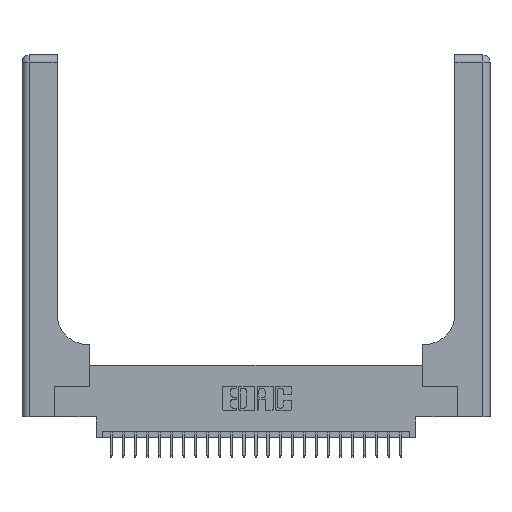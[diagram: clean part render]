
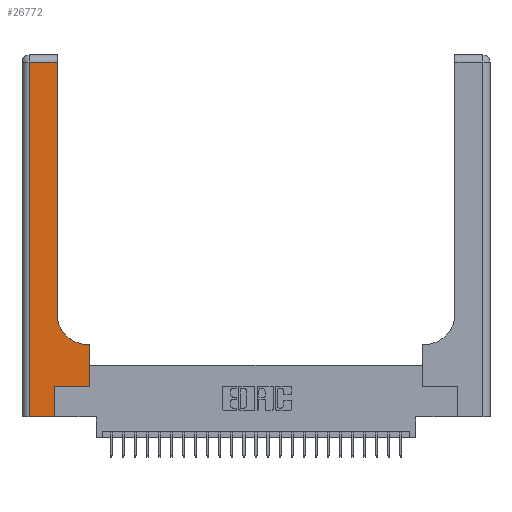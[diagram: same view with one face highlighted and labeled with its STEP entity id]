
A CAD part, top view. The second image highlights one B-rep face of the part: STEP entity #26772.
In plain terms, the highlighted planar face has unit normal (0, 0, 1).
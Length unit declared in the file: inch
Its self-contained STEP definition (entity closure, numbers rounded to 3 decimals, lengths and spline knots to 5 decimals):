
#34 = VERTEX_POINT ( 'NONE', #16472 ) ;
#104 = ORIENTED_EDGE ( 'NONE', *, *, #19360, .T. ) ;
#139 = EDGE_CURVE ( 'NONE', #16034, #7982, #7365, .T. ) ;
#1028 = EDGE_CURVE ( 'NONE', #7982, #25773, #14295, .T. ) ;
#1085 = VERTEX_POINT ( 'NONE', #7489 ) ;
#1536 = CARTESIAN_POINT ( 'NONE',  ( 0.269, 0., 0.37 ) ) ;
#1689 = VERTEX_POINT ( 'NONE', #25203 ) ;
#1994 = AXIS2_PLACEMENT_3D ( 'NONE', #2582, #19513, #6902 ) ;
#2582 = CARTESIAN_POINT ( 'NONE',  ( 0., 3., 0.37 ) ) ;
#2695 = ORIENTED_EDGE ( 'NONE', *, *, #9369, .T. ) ;
#2783 = VECTOR ( 'NONE', #10590, 39.37008 ) ;
#3585 = ORIENTED_EDGE ( 'NONE', *, *, #7686, .T. ) ;
#4079 = VECTOR ( 'NONE', #21434, 39.37008 ) ;
#4496 = ORIENTED_EDGE ( 'NONE', *, *, #139, .T. ) ;
#4975 = DIRECTION ( 'NONE',  ( 0., 1., 0. ) ) ;
#5061 = CARTESIAN_POINT ( 'NONE',  ( 0.2915, 3., 0.37 ) ) ;
#5724 = LINE ( 'NONE', #14424, #10741 ) ;
#6782 = DIRECTION ( 'NONE',  ( 0., 1., 0. ) ) ;
#6891 = LINE ( 'NONE', #1536, #24282 ) ;
#6902 = DIRECTION ( 'NONE',  ( -1., 0., 0. ) ) ;
#7124 = ORIENTED_EDGE ( 'NONE', *, *, #24358, .T. ) ;
#7365 = CIRCLE ( 'NONE', #23429, 0.25 ) ;
#7489 = CARTESIAN_POINT ( 'NONE',  ( 0.269, 0., 0.37 ) ) ;
#7647 = CARTESIAN_POINT ( 'NONE',  ( 0.06, 2.94, 0.37 ) ) ;
#7686 = EDGE_CURVE ( 'NONE', #1689, #20098, #13230, .T. ) ;
#7982 = VERTEX_POINT ( 'NONE', #20620 ) ;
#9112 = LINE ( 'NONE', #13033, #4079 ) ;
#9369 = EDGE_CURVE ( 'NONE', #34, #1689, #13461, .T. ) ;
#10590 = DIRECTION ( 'NONE',  ( 1., 0., 0. ) ) ;
#10741 = VECTOR ( 'NONE', #16615, 39.37008 ) ;
#11422 = CARTESIAN_POINT ( 'NONE',  ( 0.5585, 0.25, 0.37 ) ) ;
#11598 = FACE_OUTER_BOUND ( 'NONE', #12391, .T. ) ;
#11804 = DIRECTION ( 'NONE',  ( -1., 0., 0. ) ) ;
#12391 = EDGE_LOOP ( 'NONE', ( #13282, #15177, #22281, #7124, #27021, #2695, #3585, #104, #4496 ) ) ;
#13033 = CARTESIAN_POINT ( 'NONE',  ( 0.2915, 0.6, 0.37 ) ) ;
#13230 = LINE ( 'NONE', #11422, #18773 ) ;
#13282 = ORIENTED_EDGE ( 'NONE', *, *, #1028, .T. ) ;
#13461 = LINE ( 'NONE', #27242, #2783 ) ;
#13563 = DIRECTION ( 'NONE',  ( 1., 0., 0. ) ) ;
#13747 = DIRECTION ( 'NONE',  ( 0., 0., -1. ) ) ;
#13804 = CARTESIAN_POINT ( 'NONE',  ( 0.5415, 0.85, 0.37 ) ) ;
#14295 = LINE ( 'NONE', #5061, #19842 ) ;
#14424 = CARTESIAN_POINT ( 'NONE',  ( 0., 0., 0.37 ) ) ;
#14631 = LINE ( 'NONE', #26336, #24366 ) ;
#15177 = ORIENTED_EDGE ( 'NONE', *, *, #21944, .T. ) ;
#15339 = PLANE ( 'NONE',  #1994 ) ;
#16034 = VERTEX_POINT ( 'NONE', #18446 ) ;
#16420 = DIRECTION ( 'NONE',  ( 0., 1., 0. ) ) ;
#16472 = CARTESIAN_POINT ( 'NONE',  ( 0.269, 0.25, 0.37 ) ) ;
#16615 = DIRECTION ( 'NONE',  ( 1., 0., 0. ) ) ;
#16988 = EDGE_CURVE ( 'NONE', #1085, #34, #6891, .T. ) ;
#18446 = CARTESIAN_POINT ( 'NONE',  ( 0.5415, 0.6, 0.37 ) ) ;
#18773 = VECTOR ( 'NONE', #4975, 39.37008 ) ;
#19016 = LINE ( 'NONE', #26095, #19671 ) ;
#19360 = EDGE_CURVE ( 'NONE', #20098, #16034, #9112, .T. ) ;
#19513 = DIRECTION ( 'NONE',  ( 0., 0., -1. ) ) ;
#19584 = VERTEX_POINT ( 'NONE', #24205 ) ;
#19671 = VECTOR ( 'NONE', #21892, 39.37008 ) ;
#19842 = VECTOR ( 'NONE', #6782, 39.37008 ) ;
#20098 = VERTEX_POINT ( 'NONE', #24090 ) ;
#20189 = CARTESIAN_POINT ( 'NONE',  ( 0.2915, 2.94, 0.37 ) ) ;
#20620 = CARTESIAN_POINT ( 'NONE',  ( 0.2915, 0.85, 0.37 ) ) ;
#20885 = VERTEX_POINT ( 'NONE', #7647 ) ;
#21434 = DIRECTION ( 'NONE',  ( -1., 0., 0. ) ) ;
#21892 = DIRECTION ( 'NONE',  ( 0., -1., 0. ) ) ;
#21944 = EDGE_CURVE ( 'NONE', #25773, #20885, #14631, .T. ) ;
#22281 = ORIENTED_EDGE ( 'NONE', *, *, #23010, .T. ) ;
#23010 = EDGE_CURVE ( 'NONE', #20885, #19584, #19016, .T. ) ;
#23429 = AXIS2_PLACEMENT_3D ( 'NONE', #13804, #13747, #13563 ) ;
#24090 = CARTESIAN_POINT ( 'NONE',  ( 0.5585, 0.6, 0.37 ) ) ;
#24205 = CARTESIAN_POINT ( 'NONE',  ( 0.06, 0., 0.37 ) ) ;
#24282 = VECTOR ( 'NONE', #16420, 39.37008 ) ;
#24358 = EDGE_CURVE ( 'NONE', #19584, #1085, #5724, .T. ) ;
#24366 = VECTOR ( 'NONE', #11804, 39.37008 ) ;
#25203 = CARTESIAN_POINT ( 'NONE',  ( 0.5585, 0.25, 0.37 ) ) ;
#25773 = VERTEX_POINT ( 'NONE', #20189 ) ;
#26095 = CARTESIAN_POINT ( 'NONE',  ( 0.06, 3., 0.37 ) ) ;
#26336 = CARTESIAN_POINT ( 'NONE',  ( 0., 2.94, 0.37 ) ) ;
#26772 = ADVANCED_FACE ( 'NONE', ( #11598 ), #15339, .F. ) ;
#27021 = ORIENTED_EDGE ( 'NONE', *, *, #16988, .T. ) ;
#27242 = CARTESIAN_POINT ( 'NONE',  ( 0.269, 0.25, 0.37 ) ) ;
